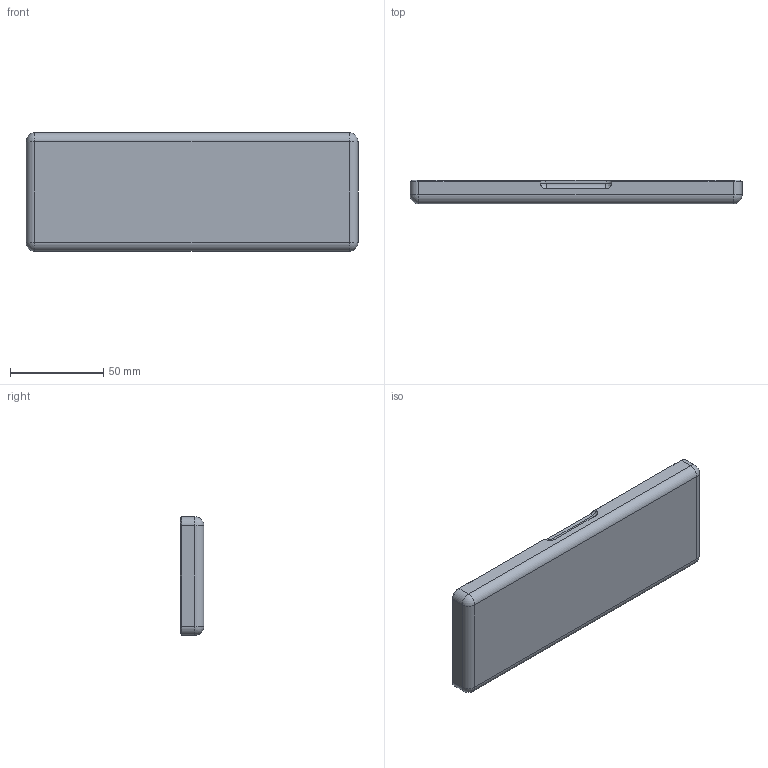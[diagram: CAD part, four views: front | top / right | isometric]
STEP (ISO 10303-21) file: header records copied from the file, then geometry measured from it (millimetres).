
FILE_DESCRIPTION(/* description */ (''),/* implementation_level */ '2;1');
FILE_NAME(/* name */ 'End Mill Case Alt_v10.step',/* time_stamp */ '2020-09-23T18:20:26-07:00',/* author */ (''),/* organization */ (''),/* preprocessor_version */ 'ST-DEVELOPER v18.1',/* originating_system */ 'Autodesk Translation Framework v9.3.0.1241',/* authorisation */ '');
FILE_SCHEMA (('AUTOMOTIVE_DESIGN { 1 0 10303 214 3 1 1 }'));
Length unit declared in the file: inch
Products named in the file (2): End Mill Case Alt; Half
Assembly tree (2 placements, depth 2):
  End Mill Case Alt
    Half  x2
Bounding box: 177.8 x 12.7 x 63.5 mm (x, y, z)
Surface area: 69267.8 mm2
Topology: 2 solids, 2 shells, 1164 faces, 2762 edges, 1620 vertices
Faces by surface type: cylinder 430, plane 402, cone 148, bspline 116, torus 60, sphere 8
Full cylindrical faces by diameter (mm): 4.025 x12, 6.025 x12, 10.152 x4
Entity records: 17458 total; most frequent: CARTESIAN_POINT 3955, DIRECTION 2973, ORIENTED_EDGE 2762, EDGE_CURVE 1381, AXIS2_PLACEMENT_3D 1120, VERTEX_POINT 810, LINE 733, VECTOR 733
